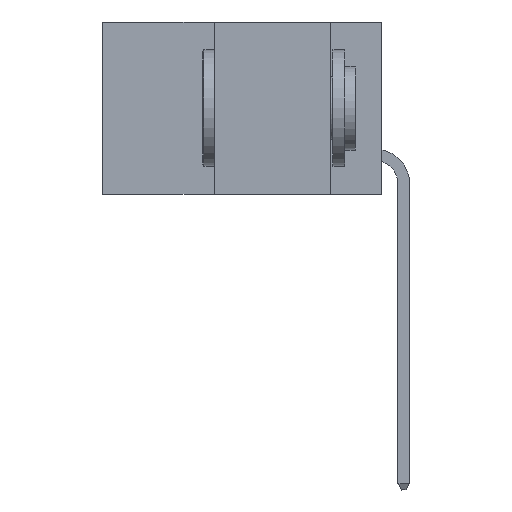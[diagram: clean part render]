
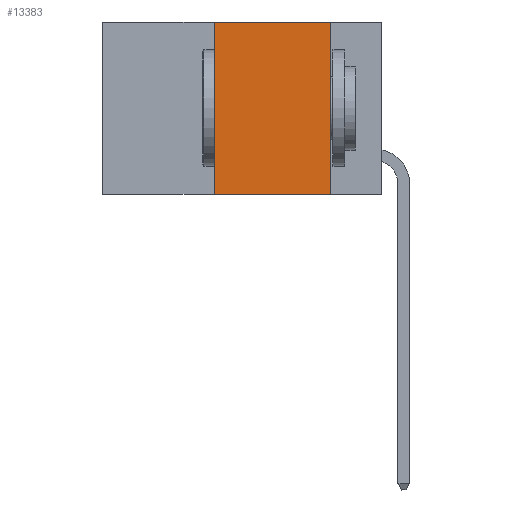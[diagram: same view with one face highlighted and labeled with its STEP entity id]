
A CAD part, left-side view. The second image highlights one B-rep face of the part: STEP entity #13383.
In plain terms, the highlighted planar face has unit normal (-1, 0, 0).
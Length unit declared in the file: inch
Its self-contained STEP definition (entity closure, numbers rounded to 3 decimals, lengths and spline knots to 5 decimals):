
#1240 = CARTESIAN_POINT ( 'NONE',  ( 0., 0.36, 0. ) ) ;
#1285 = VECTOR ( 'NONE', #16558, 39.37008 ) ;
#2547 = DIRECTION ( 'NONE',  ( 0., -1., 0. ) ) ;
#2909 = ORIENTED_EDGE ( 'NONE', *, *, #8280, .F. ) ;
#3009 = DIRECTION ( 'NONE',  ( 0., 0., -1. ) ) ;
#5447 = ORIENTED_EDGE ( 'NONE', *, *, #12164, .F. ) ;
#5542 = CARTESIAN_POINT ( 'NONE',  ( 0., 0.11, 0. ) ) ;
#5608 = CARTESIAN_POINT ( 'NONE',  ( 0., 0.6, 0. ) ) ;
#6502 = VERTEX_POINT ( 'NONE', #21803 ) ;
#7676 = LINE ( 'NONE', #1240, #1285 ) ;
#8280 = EDGE_CURVE ( 'NONE', #47613, #28059, #45713, .T. ) ;
#9006 = VERTEX_POINT ( 'NONE', #42693 ) ;
#9337 = DIRECTION ( 'NONE',  ( 0., 0., -1. ) ) ;
#10266 = EDGE_CURVE ( 'NONE', #6502, #9006, #15867, .T. ) ;
#11179 = VECTOR ( 'NONE', #3009, 39.37008 ) ;
#11577 = DIRECTION ( 'NONE',  ( 0., -1., 0. ) ) ;
#12164 = EDGE_CURVE ( 'NONE', #6502, #47613, #7676, .T. ) ;
#13383 = ADVANCED_FACE ( 'NONE', ( #17405 ), #38886, .F. ) ;
#15867 = LINE ( 'NONE', #45092, #39105 ) ;
#16558 = DIRECTION ( 'NONE',  ( 0., 0., 1. ) ) ;
#17150 = EDGE_LOOP ( 'NONE', ( #31662, #2909, #5447, #41105 ) ) ;
#17405 = FACE_OUTER_BOUND ( 'NONE', #17150, .T. ) ;
#21803 = CARTESIAN_POINT ( 'NONE',  ( 0., 0.36, -0.37 ) ) ;
#27499 = EDGE_CURVE ( 'NONE', #28059, #9006, #39547, .T. ) ;
#28059 = VERTEX_POINT ( 'NONE', #38377 ) ;
#28403 = CARTESIAN_POINT ( 'NONE',  ( 0., 0.36, 0. ) ) ;
#31397 = DIRECTION ( 'NONE',  ( 1., 0., 0. ) ) ;
#31662 = ORIENTED_EDGE ( 'NONE', *, *, #27499, .F. ) ;
#32321 = AXIS2_PLACEMENT_3D ( 'NONE', #5608, #31397, #9337 ) ;
#37017 = VECTOR ( 'NONE', #2547, 39.37008 ) ;
#38377 = CARTESIAN_POINT ( 'NONE',  ( 0., 0.11, 0. ) ) ;
#38886 = PLANE ( 'NONE',  #32321 ) ;
#39105 = VECTOR ( 'NONE', #11577, 39.37008 ) ;
#39385 = CARTESIAN_POINT ( 'NONE',  ( 0., 0.6, 0. ) ) ;
#39547 = LINE ( 'NONE', #5542, #11179 ) ;
#41105 = ORIENTED_EDGE ( 'NONE', *, *, #10266, .T. ) ;
#42693 = CARTESIAN_POINT ( 'NONE',  ( 0., 0.11, -0.37 ) ) ;
#45092 = CARTESIAN_POINT ( 'NONE',  ( 0., 0.6, -0.37 ) ) ;
#45713 = LINE ( 'NONE', #39385, #37017 ) ;
#47613 = VERTEX_POINT ( 'NONE', #28403 ) ;
